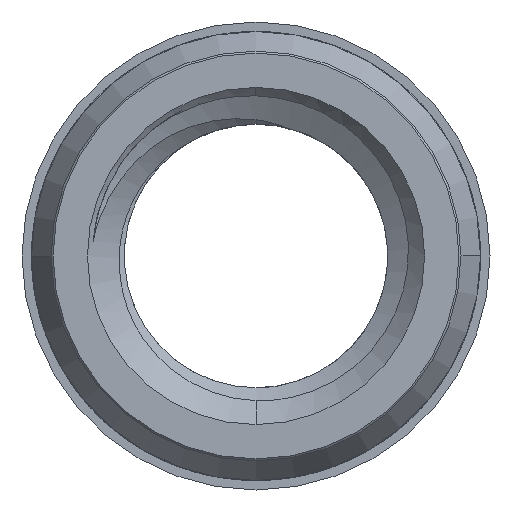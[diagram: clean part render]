
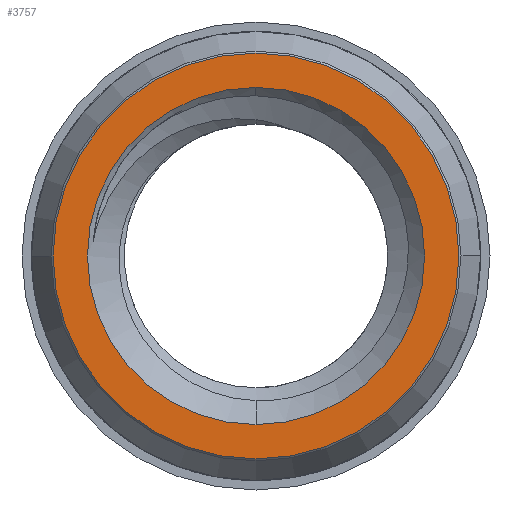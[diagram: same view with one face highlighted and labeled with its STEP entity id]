
A CAD part, front view. The second image highlights one B-rep face of the part: STEP entity #3757.
In plain terms, the highlighted planar face has unit normal (0, -1, 0).
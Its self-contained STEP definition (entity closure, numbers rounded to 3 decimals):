
#160 = AXIS2_PLACEMENT_3D ( 'NONE', #5080, #12331, #6131 ) ;
#233 = AXIS2_PLACEMENT_3D ( 'NONE', #12897, #6714, #377 ) ;
#377 = DIRECTION ( 'NONE',  ( 0., 0., 1. ) ) ;
#801 = EDGE_LOOP ( 'NONE', ( #8897, #9098 ) ) ;
#966 = AXIS2_PLACEMENT_3D ( 'NONE', #8834, #2540, #9885 ) ;
#1691 = EDGE_CURVE ( 'NONE', #11357, #11080, #10409, .T. ) ;
#1782 = VERTEX_POINT ( 'NONE', #11657 ) ;
#1789 = VERTEX_POINT ( 'NONE', #8561 ) ;
#2228 = DIRECTION ( 'NONE',  ( 0., 1., 0. ) ) ;
#2477 = EDGE_CURVE ( 'NONE', #1782, #1789, #11371, .T. ) ;
#2479 = EDGE_CURVE ( 'NONE', #1789, #1782, #11055, .T. ) ;
#2540 = DIRECTION ( 'NONE',  ( 0., 1., 0. ) ) ;
#3264 = ORIENTED_EDGE ( 'NONE', *, *, #1691, .F. ) ;
#3757 = ADVANCED_FACE ( 'NONE', ( #6620, #9420 ), #8547, .F. ) ;
#4054 = CARTESIAN_POINT ( 'NONE',  ( 0., -15.88, 6.2 ) ) ;
#4257 = CARTESIAN_POINT ( 'NONE',  ( 0., -15.88, 0. ) ) ;
#5080 = CARTESIAN_POINT ( 'NONE',  ( 0., -15.88, 0. ) ) ;
#5311 = DIRECTION ( 'NONE',  ( 0., 0., 1. ) ) ;
#6131 = DIRECTION ( 'NONE',  ( 0., 0., 1. ) ) ;
#6620 = FACE_BOUND ( 'NONE', #801, .T. ) ;
#6714 = DIRECTION ( 'NONE',  ( 0., 1., 0. ) ) ;
#8459 = EDGE_LOOP ( 'NONE', ( #9270, #3264 ) ) ;
#8547 = PLANE ( 'NONE',  #12449 ) ;
#8561 = CARTESIAN_POINT ( 'NONE',  ( 0., -15.88, 5.151 ) ) ;
#8590 = AXIS2_PLACEMENT_3D ( 'NONE', #4257, #11542, #5311 ) ;
#8834 = CARTESIAN_POINT ( 'NONE',  ( 0., -15.88, 0. ) ) ;
#8897 = ORIENTED_EDGE ( 'NONE', *, *, #2477, .T. ) ;
#9098 = ORIENTED_EDGE ( 'NONE', *, *, #2479, .T. ) ;
#9270 = ORIENTED_EDGE ( 'NONE', *, *, #11420, .F. ) ;
#9420 = FACE_OUTER_BOUND ( 'NONE', #8459, .T. ) ;
#9546 = CARTESIAN_POINT ( 'NONE',  ( 0., -15.88, 0. ) ) ;
#9594 = DIRECTION ( 'NONE',  ( 0., 0., 1. ) ) ;
#9885 = DIRECTION ( 'NONE',  ( 0., 0., 1. ) ) ;
#10409 = CIRCLE ( 'NONE', #160, 6.2 ) ;
#11055 = CIRCLE ( 'NONE', #966, 5.151 ) ;
#11080 = VERTEX_POINT ( 'NONE', #13559 ) ;
#11357 = VERTEX_POINT ( 'NONE', #4054 ) ;
#11371 = CIRCLE ( 'NONE', #233, 5.151 ) ;
#11420 = EDGE_CURVE ( 'NONE', #11080, #11357, #13172, .T. ) ;
#11542 = DIRECTION ( 'NONE',  ( 0., 1., 0. ) ) ;
#11657 = CARTESIAN_POINT ( 'NONE',  ( 0., -15.88, -5.151 ) ) ;
#12331 = DIRECTION ( 'NONE',  ( 0., 1., 0. ) ) ;
#12449 = AXIS2_PLACEMENT_3D ( 'NONE', #9546, #2228, #9594 ) ;
#12897 = CARTESIAN_POINT ( 'NONE',  ( 0., -15.88, 0. ) ) ;
#13172 = CIRCLE ( 'NONE', #8590, 6.2 ) ;
#13559 = CARTESIAN_POINT ( 'NONE',  ( 0., -15.88, -6.2 ) ) ;
